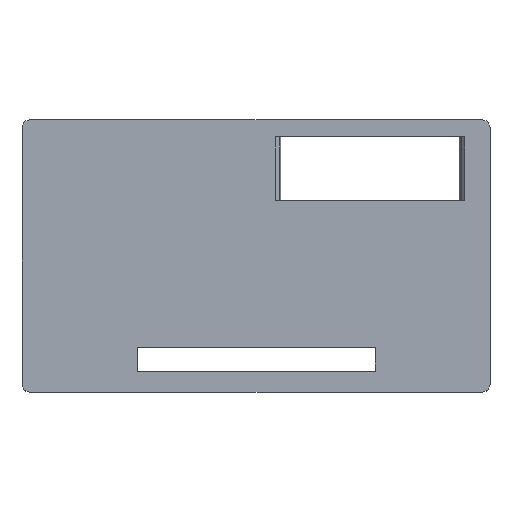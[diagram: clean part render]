
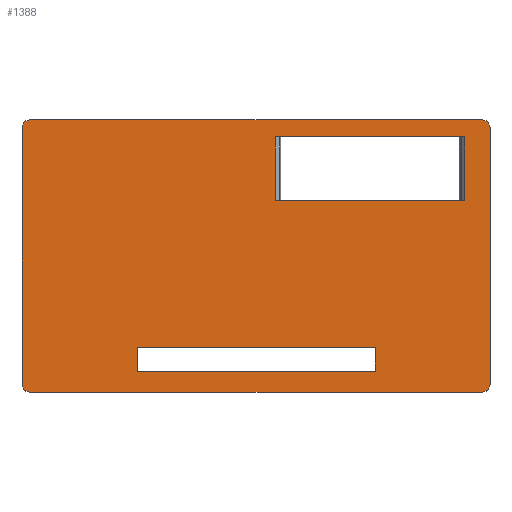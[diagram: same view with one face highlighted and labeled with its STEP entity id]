
A CAD part, top view. The second image highlights one B-rep face of the part: STEP entity #1388.
In plain terms, the highlighted planar face has unit normal (0, 0, 1).
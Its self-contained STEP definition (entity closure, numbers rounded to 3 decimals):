
#40=FACE_BOUND('',#228,.T.);
#41=FACE_BOUND('',#229,.T.);
#84=PLANE('',#1504);
#151=FACE_OUTER_BOUND('',#227,.T.);
#227=EDGE_LOOP('',(#1267,#1268,#1269,#1270,#1271,#1272,#1273,#1274));
#228=EDGE_LOOP('',(#1275,#1276,#1277,#1278));
#229=EDGE_LOOP('',(#1279,#1280,#1281,#1282));
#254=LINE('',#1927,#401);
#267=LINE('',#1953,#414);
#283=LINE('',#2000,#430);
#343=LINE('',#2156,#490);
#346=LINE('',#2161,#493);
#357=LINE('',#2183,#504);
#358=LINE('',#2185,#505);
#359=LINE('',#2187,#506);
#373=LINE('',#2511,#520);
#375=LINE('',#2515,#522);
#376=LINE('',#2519,#523);
#377=LINE('',#2523,#524);
#401=VECTOR('',#1560,10.);
#414=VECTOR('',#1581,10.);
#430=VECTOR('',#1615,10.);
#490=VECTOR('',#1763,10.);
#493=VECTOR('',#1768,10.);
#504=VECTOR('',#1789,10.);
#505=VECTOR('',#1792,10.);
#506=VECTOR('',#1795,10.);
#520=VECTOR('',#1843,10.);
#522=VECTOR('',#1847,10.);
#523=VECTOR('',#1850,10.);
#524=VECTOR('',#1853,10.);
#567=CIRCLE('',#1502,1.);
#568=CIRCLE('',#1505,1.);
#569=CIRCLE('',#1506,1.);
#570=CIRCLE('',#1507,1.);
#591=VERTEX_POINT('',#1924);
#592=VERTEX_POINT('',#1926);
#601=VERTEX_POINT('',#1951);
#622=VERTEX_POINT('',#1997);
#623=VERTEX_POINT('',#1999);
#675=VERTEX_POINT('',#2155);
#676=VERTEX_POINT('',#2159);
#682=VERTEX_POINT('',#2181);
#696=VERTEX_POINT('',#2504);
#697=VERTEX_POINT('',#2505);
#698=VERTEX_POINT('',#2510);
#699=VERTEX_POINT('',#2514);
#700=VERTEX_POINT('',#2516);
#701=VERTEX_POINT('',#2518);
#702=VERTEX_POINT('',#2520);
#703=VERTEX_POINT('',#2522);
#729=EDGE_CURVE('',#592,#591,#254,.T.);
#743=EDGE_CURVE('',#591,#601,#267,.T.);
#766=EDGE_CURVE('',#623,#622,#283,.T.);
#845=EDGE_CURVE('',#623,#675,#343,.T.);
#848=EDGE_CURVE('',#676,#622,#346,.T.);
#860=EDGE_CURVE('',#601,#682,#357,.T.);
#861=EDGE_CURVE('',#682,#592,#358,.T.);
#862=EDGE_CURVE('',#676,#675,#359,.T.);
#889=EDGE_CURVE('',#696,#697,#567,.T.);
#892=EDGE_CURVE('',#698,#697,#373,.T.);
#894=EDGE_CURVE('',#696,#699,#375,.T.);
#895=EDGE_CURVE('',#700,#699,#568,.T.);
#896=EDGE_CURVE('',#700,#701,#376,.T.);
#897=EDGE_CURVE('',#702,#701,#569,.T.);
#898=EDGE_CURVE('',#702,#703,#377,.T.);
#899=EDGE_CURVE('',#698,#703,#570,.T.);
#1267=ORIENTED_EDGE('',*,*,#889,.F.);
#1268=ORIENTED_EDGE('',*,*,#894,.T.);
#1269=ORIENTED_EDGE('',*,*,#895,.F.);
#1270=ORIENTED_EDGE('',*,*,#896,.T.);
#1271=ORIENTED_EDGE('',*,*,#897,.F.);
#1272=ORIENTED_EDGE('',*,*,#898,.T.);
#1273=ORIENTED_EDGE('',*,*,#899,.F.);
#1274=ORIENTED_EDGE('',*,*,#892,.T.);
#1275=ORIENTED_EDGE('',*,*,#860,.T.);
#1276=ORIENTED_EDGE('',*,*,#861,.T.);
#1277=ORIENTED_EDGE('',*,*,#729,.T.);
#1278=ORIENTED_EDGE('',*,*,#743,.T.);
#1279=ORIENTED_EDGE('',*,*,#766,.T.);
#1280=ORIENTED_EDGE('',*,*,#848,.F.);
#1281=ORIENTED_EDGE('',*,*,#862,.T.);
#1282=ORIENTED_EDGE('',*,*,#845,.F.);
#1388=ADVANCED_FACE('',(#151,#40,#41),#84,.T.);
#1502=AXIS2_PLACEMENT_3D('',#2506,#1837,#1838);
#1504=AXIS2_PLACEMENT_3D('',#2513,#1845,#1846);
#1505=AXIS2_PLACEMENT_3D('',#2517,#1848,#1849);
#1506=AXIS2_PLACEMENT_3D('',#2521,#1851,#1852);
#1507=AXIS2_PLACEMENT_3D('',#2524,#1854,#1855);
#1560=DIRECTION('',(-1.,0.,0.));
#1581=DIRECTION('',(0.,1.,0.));
#1615=DIRECTION('',(1.,0.,0.));
#1763=DIRECTION('',(0.,-1.,0.));
#1768=DIRECTION('',(0.,1.,0.));
#1789=DIRECTION('',(1.,0.,0.));
#1792=DIRECTION('',(0.,-1.,0.));
#1795=DIRECTION('',(-1.,0.,0.));
#1837=DIRECTION('center_axis',(0.,0.,-1.));
#1838=DIRECTION('ref_axis',(0.707,0.707,0.));
#1843=DIRECTION('',(0.,1.,0.));
#1845=DIRECTION('center_axis',(0.,0.,1.));
#1846=DIRECTION('ref_axis',(1.,0.,0.));
#1847=DIRECTION('',(-1.,0.,0.));
#1848=DIRECTION('center_axis',(0.,0.,-1.));
#1849=DIRECTION('ref_axis',(-0.707,0.707,0.));
#1850=DIRECTION('',(0.,-1.,0.));
#1851=DIRECTION('center_axis',(0.,0.,-1.));
#1852=DIRECTION('ref_axis',(-0.707,-0.707,0.));
#1853=DIRECTION('',(1.,0.,0.));
#1854=DIRECTION('center_axis',(0.,0.,-1.));
#1855=DIRECTION('ref_axis',(0.707,-0.707,0.));
#1924=CARTESIAN_POINT('',(13.8,-31.5,15.45));
#1926=CARTESIAN_POINT('',(44.8,-31.5,15.45));
#1927=CARTESIAN_POINT('',(22.025,-31.5,15.45));
#1951=CARTESIAN_POINT('',(13.8,-28.4,15.45));
#1953=CARTESIAN_POINT('',(13.8,-24.1,15.45));
#1997=CARTESIAN_POINT('',(56.4,-1.,15.45));
#1999=CARTESIAN_POINT('',(31.75,-1.,15.45));
#2000=CARTESIAN_POINT('',(41.975,-1.,15.45));
#2155=CARTESIAN_POINT('',(31.75,-9.3,15.45));
#2156=CARTESIAN_POINT('',(31.75,-13.15,15.45));
#2159=CARTESIAN_POINT('',(56.4,-9.3,15.45));
#2161=CARTESIAN_POINT('',(56.4,-8.65,15.45));
#2181=CARTESIAN_POINT('',(44.8,-28.4,15.45));
#2183=CARTESIAN_POINT('',(22.025,-28.4,15.45));
#2185=CARTESIAN_POINT('',(44.8,-22.45,15.45));
#2187=CARTESIAN_POINT('',(31.225,-9.3,15.45));
#2504=CARTESIAN_POINT('',(58.7,1.2,15.45));
#2505=CARTESIAN_POINT('',(59.7,0.2,15.45));
#2506=CARTESIAN_POINT('Origin',(58.7,0.2,15.45));
#2510=CARTESIAN_POINT('',(59.7,-33.2,15.45));
#2511=CARTESIAN_POINT('',(59.7,1.2,15.45));
#2513=CARTESIAN_POINT('Origin',(29.25,-16.5,15.45));
#2514=CARTESIAN_POINT('',(-0.2,1.2,15.45));
#2515=CARTESIAN_POINT('',(-1.2,1.2,15.45));
#2516=CARTESIAN_POINT('',(-1.2,0.2,15.45));
#2517=CARTESIAN_POINT('Origin',(-0.2,0.2,15.45));
#2518=CARTESIAN_POINT('',(-1.2,-33.2,15.45));
#2519=CARTESIAN_POINT('',(-1.2,-34.2,15.45));
#2520=CARTESIAN_POINT('',(-0.2,-34.2,15.45));
#2521=CARTESIAN_POINT('Origin',(-0.2,-33.2,15.45));
#2522=CARTESIAN_POINT('',(58.7,-34.2,15.45));
#2523=CARTESIAN_POINT('',(59.7,-34.2,15.45));
#2524=CARTESIAN_POINT('Origin',(58.7,-33.2,15.45));
